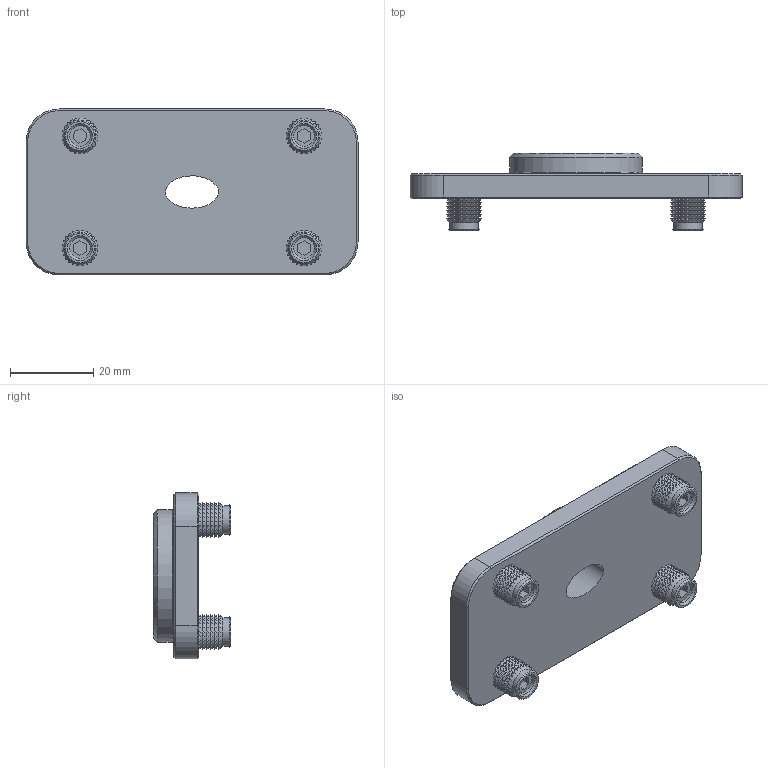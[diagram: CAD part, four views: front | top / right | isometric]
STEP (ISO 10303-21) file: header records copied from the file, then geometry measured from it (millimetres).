
FILE_DESCRIPTION (( 'STEP AP214' ), '1' );
FILE_NAME ('000408-G-Assy Floor Plate Flush Rounded.STEP', '2024-12-05T10:22:12', ( '' ), ( '' ), 'SwSTEP 2.0', 'SolidWorks 2023', '' );
FILE_SCHEMA (( 'AUTOMOTIVE_DESIGN' ));
Length unit declared in the file: millimetre
Products named in the file (5): 000128-Assembly-Pin-Floorplate-Short; 000045-Adjusting screw M6x10; 000408-G-Assy Floor Plate Flush Rounded; 000033-Tappex Unheaded Multisert M6x1-L=7.7 (Short); 000407-Floor Plate Flush Rounded
Assembly tree (7 placements, depth 3):
  000408-G-Assy Floor Plate Flush Rounded
    000407-Floor Plate Flush Rounded
    000128-Assembly-Pin-Floorplate-Short  x4
      000033-Tappex Unheaded Multisert M6x1-L=7.7 (Short)
      000045-Adjusting screw M6x10
Bounding box: 80 x 18.7 x 40 mm (x, y, z)
Volume: 23180.5 mm3; surface area: 11339.8 mm2
Topology: 9 solids, 9 shells, 1808 faces, 5097 edges, 3376 vertices
Faces by surface type: plane 1465, cylinder 279, cone 62, bspline 2
Full cylindrical faces by diameter (mm): 1.499 x2, 1.837 x2, 5 x8, 6 x4, 6.85 x4, 32 x1
Entity records: 28730 total; most frequent: CARTESIAN_POINT 6866, ORIENTED_EDGE 4628, DIRECTION 4452, EDGE_CURVE 2314, AXIS2_PLACEMENT_3D 1569, VERTEX_POINT 1552, LINE 1314, VECTOR 1314
